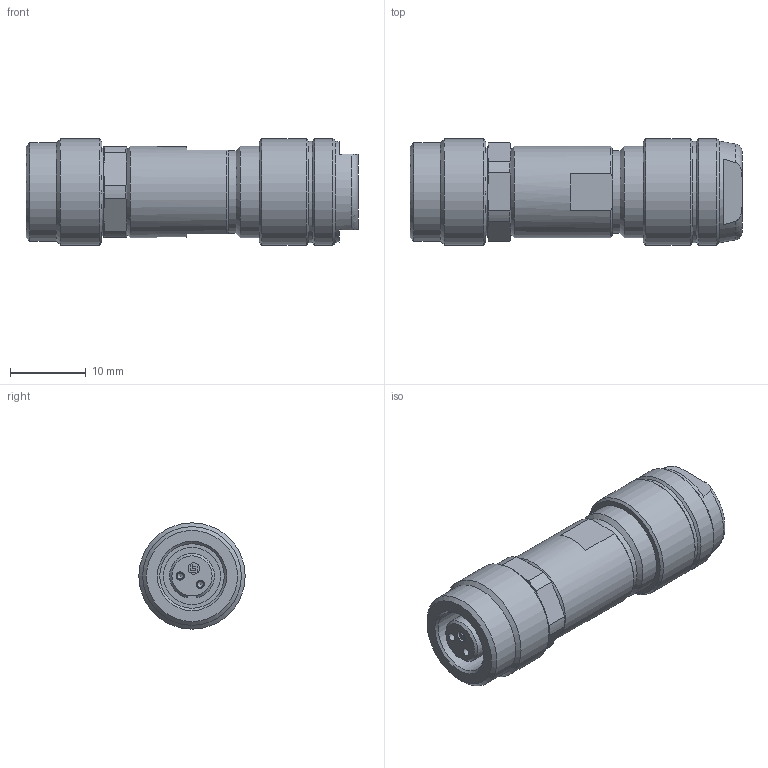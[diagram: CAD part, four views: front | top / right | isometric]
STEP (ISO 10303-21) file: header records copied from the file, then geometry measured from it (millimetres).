
FILE_DESCRIPTION(/* description */ (''),/* implementation_level */ '2;1');
FILE_NAME(/* name */ '99-0402-115-02_bg.stp',/* time_stamp */ '2010-07-27T15:06:48+02:00',/* author */ (''),/* organization */ (''),/* preprocessor_version */ 'ST-DEVELOPER v11',/* originating_system */ 'UGS - NX 5.0',/* authorisation */ '');
FILE_SCHEMA (('CONFIG_CONTROL_DESIGN'));
Length unit declared in the file: millimetre
Products named in the file (1): kborBDED7vqy
Bounding box: 43.71 x 14 x 14 mm (x, y, z)
Volume: 5456.5 mm3; surface area: 2480.5 mm2
Topology: 1 solids, 1 shells, 115 faces, 273 edges, 175 vertices
Faces by surface type: plane 56, cone 36, cylinder 21, torus 2
Full cylindrical faces by diameter (mm): 1.1 x2, 1.5 x1, 7.5 x1, 8.5 x1, 10.9 x1, 11.6 x1, 12 x2, 13 x1, 13.4 x1, 14 x3
Entity records: 3260 total; most frequent: CARTESIAN_POINT 717, DIRECTION 508, ORIENTED_EDGE 468, EDGE_CURVE 234, AXIS2_PLACEMENT_3D 212, VERTEX_POINT 165, EDGE_LOOP 157, ADVANCED_FACE 115
